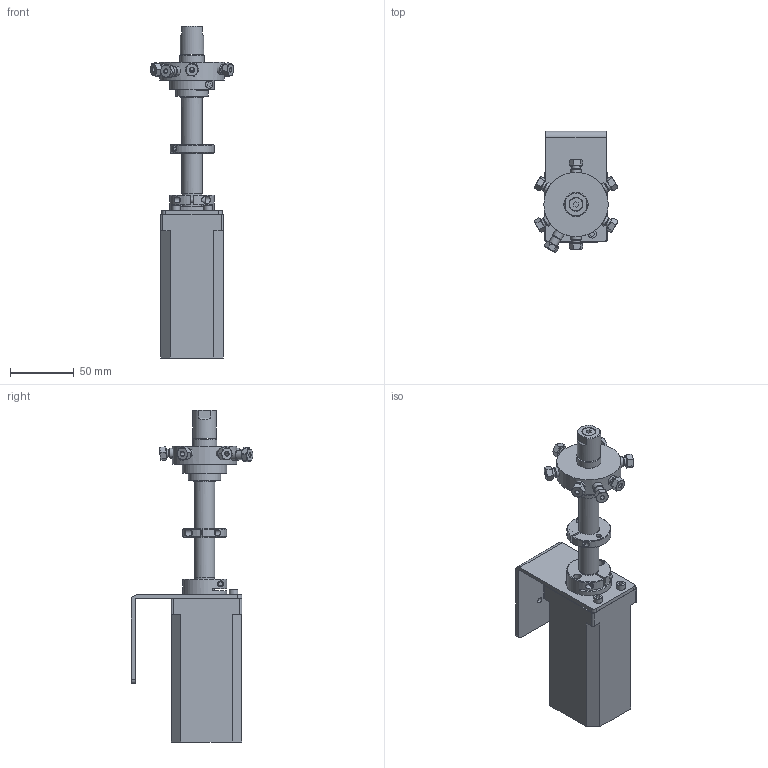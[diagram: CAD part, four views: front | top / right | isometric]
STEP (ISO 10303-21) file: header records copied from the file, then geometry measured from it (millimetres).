
FILE_DESCRIPTION((''),'2;1');
FILE_NAME('332319-EMT4SD6MWE 6 mpos valve electric actuated.stp','2013-08-27T09:06:57',('Franzp'),(''),'Autodesk Inventor 2013','Autodesk Inventor 2013','');
FILE_SCHEMA(('AUTOMOTIVE_DESIGN { 1 0 10303 214 1 1 1 1 }'));
Length unit declared in the file: millimetre
Products named in the file (5): 3223b19; 322319; 320401; 310517
Assembly tree (4 placements, depth 3):
  3223b19
    322319
    320401
      320401
      310517
Bounding box: 65.42 x 95.76 x 261.25 mm (x, y, z)
Volume: 4358 mm3; surface area: 82267.3 mm2
Topology: 2 solids, 45 shells, 270 faces, 793 edges, 561 vertices
Faces by surface type: plane 169, cylinder 72, cone 29
Full cylindrical faces by diameter (mm): 2.642 x1, 3.27 x1, 3.3 x6, 3.51 x2, 3.68 x1, 4.166 x1, 4.32 x4, 4.75 x1, 5.65 x2, 5.78 x1, 5.84 x1, 5.94 x3, 6.477 x6, 6.7 x2, 7 x2, 7.137 x1, 7.938 x7, 15.875 x1, 18.415 x1, 19.05 x2, 34.671 x1, 36.5 x1, 50.673 x1
Entity records: 9465 total; most frequent: CARTESIAN_POINT 2150, DIRECTION 1401, ORIENTED_EDGE 1164, EDGE_CURVE 704, VERTEX_POINT 543, AXIS2_PLACEMENT_3D 527, EDGE_LOOP 423, VECTOR 347
